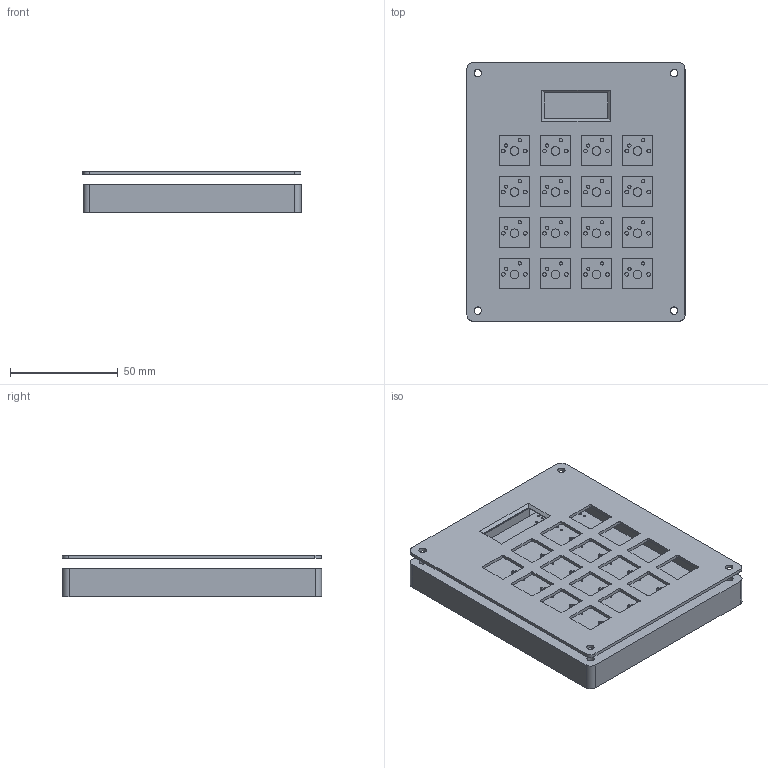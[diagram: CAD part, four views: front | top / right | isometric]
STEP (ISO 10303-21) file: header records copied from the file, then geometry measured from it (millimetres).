
FILE_DESCRIPTION(/* description */ (''),/* implementation_level */ '2;1');
FILE_NAME(/* name */ 'Hackpad Assembly v5.step',/* time_stamp */ '2025-07-01T22:42:08-04:00',/* author */ (''),/* organization */ (''),/* preprocessor_version */ 'ST-DEVELOPER v20.1',/* originating_system */ 'Autodesk Translation Framework v14.10.0.0',/* authorisation */ '');
FILE_SCHEMA (('AUTOMOTIVE_DESIGN { 1 0 10303 214 3 1 1 }'));
Length unit declared in the file: inch
Products named in the file (7): Hackpad Assembly; hackpad 1; hackpad_PCB; D_DO-35_SOD27_P7.62mm_Horizontal; HackpadTop; Hackpad; Sharon's Hackpad
Assembly tree (20 placements, depth 3):
  Hackpad Assembly
    hackpad 1
      D_DO-35_SOD27_P7.62mm_Horizontal  x16
      hackpad_PCB
    HackpadTop
    Hackpad
  Sharon's Hackpad
Bounding box: 101.02 x 120.09 x 19.46 mm (x, y, z)
Volume: 97367 mm3; surface area: 71178.8 mm2
Topology: 35 solids, 35 shells, 572 faces, 1362 edges, 896 vertices
Faces by surface type: cylinder 310, plane 198, torus 64
Full cylindrical faces by diameter (mm): 0.5 x48, 0.8 x32, 0.889 x14, 1 x4, 1.5 x32, 1.7 x32, 2 x32, 2.02 x16, 3.4 x8, 4 x16, 6 x4
Entity records: 11962 total; most frequent: DIRECTION 2112, CARTESIAN_POINT 1928, ORIENTED_EDGE 1884, EDGE_CURVE 942, AXIS2_PLACEMENT_3D 810, EDGE_LOOP 648, VERTEX_POINT 626, LINE 492
